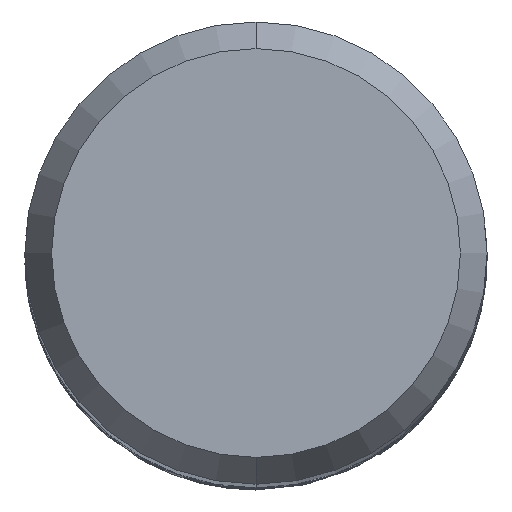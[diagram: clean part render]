
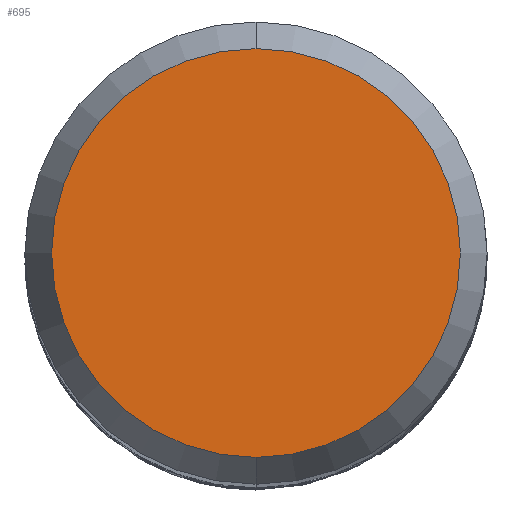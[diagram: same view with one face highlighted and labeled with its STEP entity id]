
A CAD part, top view. The second image highlights one B-rep face of the part: STEP entity #695.
In plain terms, the highlighted planar face has unit normal (0, 0, 1).
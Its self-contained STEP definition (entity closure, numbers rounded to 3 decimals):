
#597=EDGE_CURVE('',#813,#1427,#1628,.T.);
#695=ADVANCED_FACE('',(#1735),#1736,.T.);
#813=VERTEX_POINT('',#1866);
#829=EDGE_CURVE('',#1427,#813,#1886,.T.);
#1427=VERTEX_POINT('',#2530);
#1628=CIRCLE('',#3428,4.423);
#1735=FACE_OUTER_BOUND('',#4285,.T.);
#1736=PLANE('',#4286);
#1866=CARTESIAN_POINT('',(0.,-4.423,0.0));
#1886=CIRCLE('',#6700,4.423);
#2530=CARTESIAN_POINT('',(0.0,4.423,0.0));
#3428=AXIS2_PLACEMENT_3D('',#18451,#18452,#18453);
#4285=EDGE_LOOP('',(#18565,#18566));
#4286=AXIS2_PLACEMENT_3D('',#18567,#18568,#18569);
#6700=AXIS2_PLACEMENT_3D('',#18747,#18748,#18749);
#18451=CARTESIAN_POINT('',(0.0,0.0,0.0));
#18452=DIRECTION('',(0.0,0.0,-1.0));
#18453=DIRECTION('',(0.0,1.0,0.0));
#18565=ORIENTED_EDGE('',*,*,#829,.F.);
#18566=ORIENTED_EDGE('',*,*,#597,.F.);
#18567=CARTESIAN_POINT('',(0.0,2.211,0.0));
#18568=DIRECTION('',(-0.0,0.0,1.0));
#18569=DIRECTION('',(0.0,-1.0,0.0));
#18747=CARTESIAN_POINT('',(0.0,0.0,0.0));
#18748=DIRECTION('',(0.0,0.0,-1.0));
#18749=DIRECTION('',(0.0,1.0,0.0));
